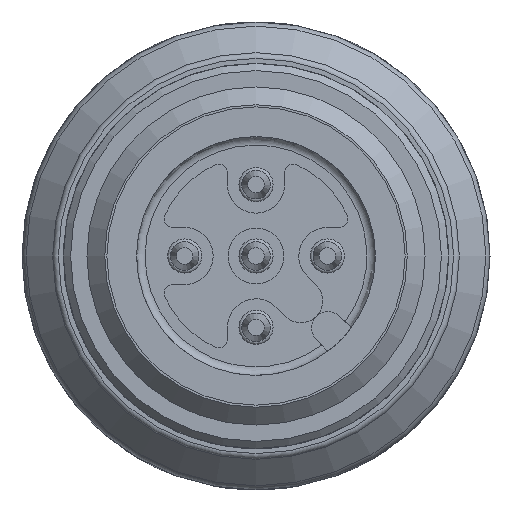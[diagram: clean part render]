
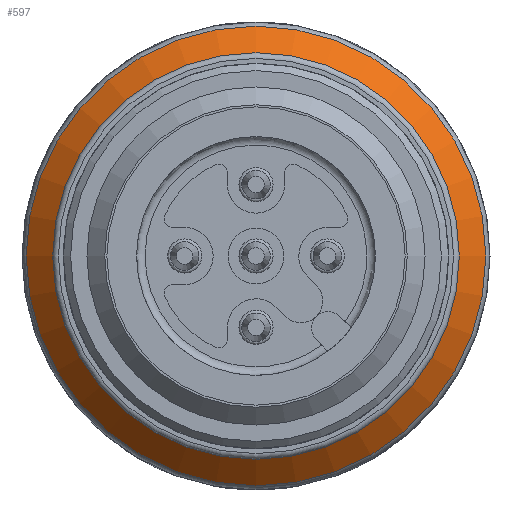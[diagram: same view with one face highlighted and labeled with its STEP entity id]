
A CAD part, front view. The second image highlights one B-rep face of the part: STEP entity #597.
In plain terms, the highlighted conical face has half-angle 45 degrees and reference radius 6.888 mm.
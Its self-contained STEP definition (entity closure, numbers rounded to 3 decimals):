
#47=CONICAL_SURFACE('',#2639,6.888,45.);
#597=ADVANCED_FACE('',(#758,#759),#47,.T.);
#758=FACE_BOUND('',#960,.T.);
#759=FACE_BOUND('',#961,.T.);
#960=EDGE_LOOP('',(#1455));
#961=EDGE_LOOP('',(#1456));
#1455=ORIENTED_EDGE('',*,*,#2165,.T.);
#1456=ORIENTED_EDGE('',*,*,#2166,.F.);
#1871=VERTEX_POINT('',#5517);
#1872=VERTEX_POINT('',#5520);
#2165=EDGE_CURVE('',#1871,#1871,#2396,.T.);
#2166=EDGE_CURVE('',#1872,#1872,#2397,.T.);
#2396=CIRCLE('',#2636,8.054);
#2397=CIRCLE('',#2638,6.888);
#2636=AXIS2_PLACEMENT_3D('',#5516,#3165,#3166);
#2638=AXIS2_PLACEMENT_3D('',#5519,#3169,#3170);
#2639=AXIS2_PLACEMENT_3D('',#5521,#3171,#3172);
#3165=DIRECTION('',(0.,-1.,0.));
#3166=DIRECTION('',(-1.,0.,0.));
#3169=DIRECTION('',(0.,-1.,0.));
#3170=DIRECTION('',(-1.,0.,0.));
#3171=DIRECTION('',(0.,1.,0.));
#3172=DIRECTION('',(1.,0.,0.));
#5516=CARTESIAN_POINT('',(-32.716,43.663,20.311));
#5517=CARTESIAN_POINT('',(-40.769,43.663,20.311));
#5519=CARTESIAN_POINT('',(-32.716,42.498,20.311));
#5520=CARTESIAN_POINT('',(-39.603,42.498,20.311));
#5521=CARTESIAN_POINT('',(-32.716,42.498,20.311));
